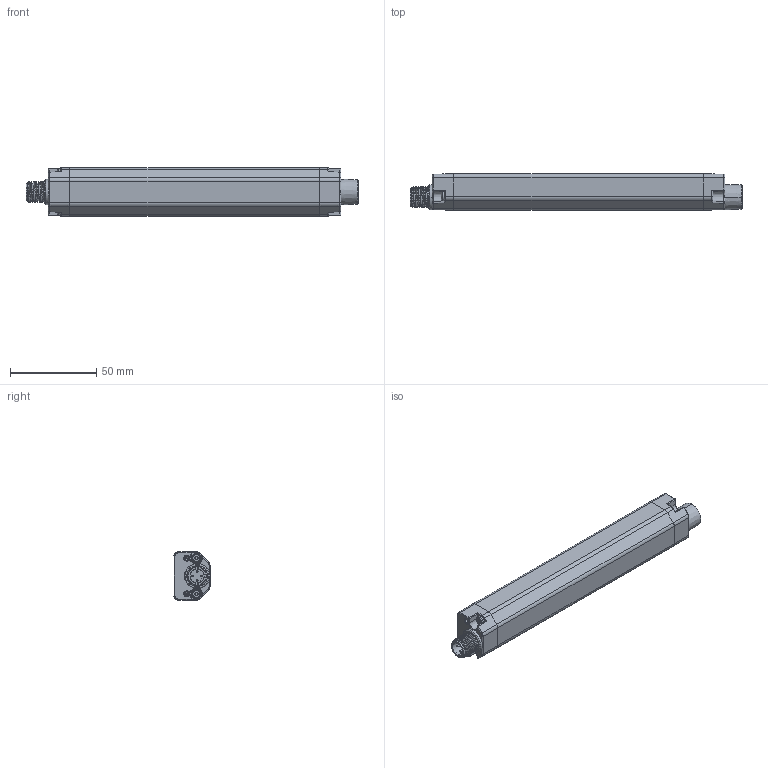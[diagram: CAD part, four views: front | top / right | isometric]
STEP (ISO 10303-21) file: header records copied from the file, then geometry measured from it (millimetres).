
FILE_DESCRIPTION((''),'2;1');
FILE_NAME('157886_ASM','2016-06-14T',('PDMAdmin'),(''),'PRO/ENGINEER BY PARAMETRIC TECHNOLOGY CORPORATION, 2016010','PRO/ENGINEER BY PARAMETRIC TECHNOLOGY CORPORATION, 2016010','');
FILE_SCHEMA(('CONFIG_CONTROL_DESIGN'));
Products named in the file (21): 154026_AF1; 139151_145MM; 156544_AF1; 08427; 154142_AF1; 154143_AF1; 153820_OLD_AF1_ASM; 156556_AF31_ASM; 114466_AF4; 114466_AF5; 156545_AF1; 145997_HSG_AF1; 306-00249_AF4; 306-00249_AF5; 306-00249_AF6; 306-00249_AF7; 307-00176_AF1; 145997_AF1_ASM; 156555_AF32_ASM; 156997; 157886_ASM
Assembly tree (21 placements, depth 4):
  157886_ASM
    154026_AF1
    139151_145MM  x2
    156556_AF31_ASM
      156544_AF1
      153820_OLD_AF1_ASM
        08427
        154142_AF1
        154143_AF1
    114466_AF4
    114466_AF5
    156555_AF32_ASM
      156545_AF1
      145997_AF1_ASM
        145997_HSG_AF1
        306-00249_AF4
        306-00249_AF5
        306-00249_AF6
        306-00249_AF7
        307-00176_AF1
    156997
Bounding box: 193 x 20.99 x 28 mm (x, y, z)
Volume: 29586 mm3; surface area: 41393.1 mm2
Topology: 17 solids, 22 shells, 1323 faces, 3342 edges, 2098 vertices
Faces by surface type: plane 519, cylinder 404, bspline 144, cone 136, torus 100, sphere 20
Entity records: 52569 total; most frequent: CARTESIAN_POINT 20811, ORIENTED_EDGE 6624, DIRECTION 6574, EDGE_CURVE 3322, AXIS2_PLACEMENT_3D 2490, VERTEX_POINT 2090, VECTOR 1594, LINE 1594
